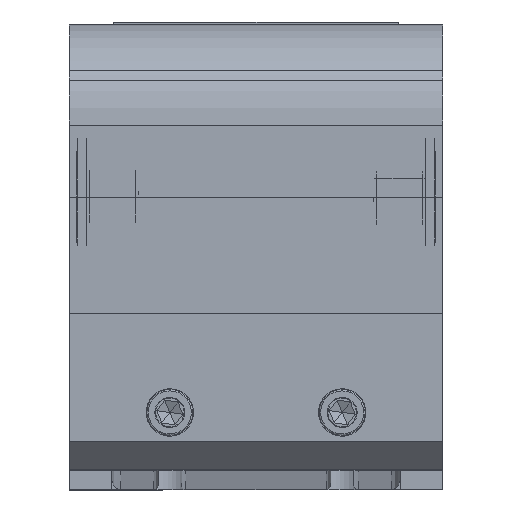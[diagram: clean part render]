
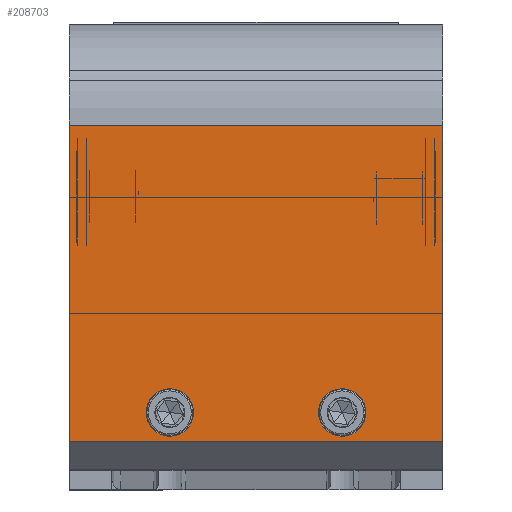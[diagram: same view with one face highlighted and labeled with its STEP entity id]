
A CAD part, top view. The second image highlights one B-rep face of the part: STEP entity #208703.
In plain terms, the highlighted planar face has unit normal (0, 0, 1).
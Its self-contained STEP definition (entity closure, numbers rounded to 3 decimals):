
#6413 = CARTESIAN_POINT ( 'NONE',  ( 121.717, 207.762, 762.525 ) ) ;
#8908 = CIRCLE ( 'NONE', #315867, 8.25 ) ;
#11946 = DIRECTION ( 'NONE',  ( 1., 0., 0. ) ) ;
#13217 = CARTESIAN_POINT ( 'NONE',  ( 113.467, 207.762, 762.525 ) ) ;
#24026 = DIRECTION ( 'NONE',  ( 0., -1., 0. ) ) ;
#31315 = DIRECTION ( 'NONE',  ( 0., -1., 0. ) ) ;
#32425 = EDGE_CURVE ( 'NONE', #111824, #309496, #75522, .T. ) ;
#33352 = EDGE_LOOP ( 'NONE', ( #105909, #258952 ) ) ;
#39250 = DIRECTION ( 'NONE',  ( -1., 0., 0. ) ) ;
#41863 = EDGE_CURVE ( 'NONE', #133537, #245596, #247114, .T. ) ;
#51617 = CARTESIAN_POINT ( 'NONE',  ( 208.467, 307.762, 762.525 ) ) ;
#51635 = DIRECTION ( 'NONE',  ( 1., 0., 0. ) ) ;
#54991 = LINE ( 'NONE', #51617, #170210 ) ;
#75522 = LINE ( 'NONE', #154736, #175058 ) ;
#86835 = AXIS2_PLACEMENT_3D ( 'NONE', #292073, #111617, #11946 ) ;
#92514 = LINE ( 'NONE', #298752, #295101 ) ;
#95833 = FACE_BOUND ( 'NONE', #33352, .T. ) ;
#102769 = EDGE_CURVE ( 'NONE', #260666, #200657, #136179, .T. ) ;
#105909 = ORIENTED_EDGE ( 'NONE', *, *, #41863, .F. ) ;
#108224 = DIRECTION ( 'NONE',  ( -1., 0., 0. ) ) ;
#111617 = DIRECTION ( 'NONE',  ( 0., 0., 1. ) ) ;
#111824 = VERTEX_POINT ( 'NONE', #156675 ) ;
#118540 = CARTESIAN_POINT ( 'NONE',  ( 173.467, 207.762, 762.525 ) ) ;
#120177 = ORIENTED_EDGE ( 'NONE', *, *, #336117, .F. ) ;
#120426 = VERTEX_POINT ( 'NONE', #138032 ) ;
#123285 = DIRECTION ( 'NONE',  ( 0., 0., -1. ) ) ;
#123603 = DIRECTION ( 'NONE',  ( 0., 0., 1. ) ) ;
#133537 = VERTEX_POINT ( 'NONE', #6413 ) ;
#136179 = LINE ( 'NONE', #141277, #339996 ) ;
#138032 = CARTESIAN_POINT ( 'NONE',  ( 165.217, 207.762, 762.525 ) ) ;
#141277 = CARTESIAN_POINT ( 'NONE',  ( 208.467, 197.762, 762.525 ) ) ;
#145605 = ORIENTED_EDGE ( 'NONE', *, *, #32425, .T. ) ;
#148479 = CARTESIAN_POINT ( 'NONE',  ( 181.717, 207.762, 762.525 ) ) ;
#154736 = CARTESIAN_POINT ( 'NONE',  ( 78.467, 197.762, 762.525 ) ) ;
#156675 = CARTESIAN_POINT ( 'NONE',  ( 78.467, 307.762, 762.525 ) ) ;
#157834 = CARTESIAN_POINT ( 'NONE',  ( 208.467, 307.762, 762.525 ) ) ;
#170210 = VECTOR ( 'NONE', #108224, 1000. ) ;
#175058 = VECTOR ( 'NONE', #24026, 1000. ) ;
#176730 = DIRECTION ( 'NONE',  ( -1., 0., 0. ) ) ;
#180081 = CARTESIAN_POINT ( 'NONE',  ( 208.467, 197.762, 762.525 ) ) ;
#182471 = CARTESIAN_POINT ( 'NONE',  ( 113.467, 207.762, 762.525 ) ) ;
#192663 = AXIS2_PLACEMENT_3D ( 'NONE', #118540, #123603, #302337 ) ;
#194256 = EDGE_CURVE ( 'NONE', #200657, #309496, #92514, .T. ) ;
#196961 = CIRCLE ( 'NONE', #86835, 8.25 ) ;
#198741 = AXIS2_PLACEMENT_3D ( 'NONE', #180081, #123285, #176730 ) ;
#200563 = DIRECTION ( 'NONE',  ( 1., 0., 0. ) ) ;
#200657 = VERTEX_POINT ( 'NONE', #333009 ) ;
#200675 = CARTESIAN_POINT ( 'NONE',  ( 78.467, 197.762, 762.525 ) ) ;
#202009 = ORIENTED_EDGE ( 'NONE', *, *, #194256, .F. ) ;
#204216 = FACE_BOUND ( 'NONE', #292878, .T. ) ;
#208703 = ADVANCED_FACE ( 'NONE', ( #95833, #204216, #332777 ), #312083, .F. ) ;
#209914 = DIRECTION ( 'NONE',  ( 0., 0., 1. ) ) ;
#226314 = DIRECTION ( 'NONE',  ( 0., 0., 1. ) ) ;
#237784 = EDGE_CURVE ( 'NONE', #120426, #273779, #196961, .T. ) ;
#238710 = EDGE_CURVE ( 'NONE', #260666, #111824, #54991, .T. ) ;
#242928 = ORIENTED_EDGE ( 'NONE', *, *, #237784, .F. ) ;
#245596 = VERTEX_POINT ( 'NONE', #334424 ) ;
#247114 = CIRCLE ( 'NONE', #296478, 8.25 ) ;
#252799 = ORIENTED_EDGE ( 'NONE', *, *, #238710, .T. ) ;
#258952 = ORIENTED_EDGE ( 'NONE', *, *, #295454, .F. ) ;
#260666 = VERTEX_POINT ( 'NONE', #157834 ) ;
#263628 = CIRCLE ( 'NONE', #192663, 8.25 ) ;
#270958 = EDGE_LOOP ( 'NONE', ( #145605, #202009, #295679, #252799 ) ) ;
#273779 = VERTEX_POINT ( 'NONE', #148479 ) ;
#292073 = CARTESIAN_POINT ( 'NONE',  ( 173.467, 207.762, 762.525 ) ) ;
#292878 = EDGE_LOOP ( 'NONE', ( #120177, #242928 ) ) ;
#295101 = VECTOR ( 'NONE', #39250, 1000. ) ;
#295454 = EDGE_CURVE ( 'NONE', #245596, #133537, #8908, .T. ) ;
#295679 = ORIENTED_EDGE ( 'NONE', *, *, #102769, .F. ) ;
#296478 = AXIS2_PLACEMENT_3D ( 'NONE', #13217, #226314, #200563 ) ;
#298752 = CARTESIAN_POINT ( 'NONE',  ( 208.467, 197.762, 762.525 ) ) ;
#302337 = DIRECTION ( 'NONE',  ( 1., 0., 0. ) ) ;
#309496 = VERTEX_POINT ( 'NONE', #200675 ) ;
#312083 = PLANE ( 'NONE',  #198741 ) ;
#315867 = AXIS2_PLACEMENT_3D ( 'NONE', #182471, #209914, #51635 ) ;
#332777 = FACE_OUTER_BOUND ( 'NONE', #270958, .T. ) ;
#333009 = CARTESIAN_POINT ( 'NONE',  ( 208.467, 197.762, 762.525 ) ) ;
#334424 = CARTESIAN_POINT ( 'NONE',  ( 105.217, 207.762, 762.525 ) ) ;
#336117 = EDGE_CURVE ( 'NONE', #273779, #120426, #263628, .T. ) ;
#339996 = VECTOR ( 'NONE', #31315, 1000. ) ;
